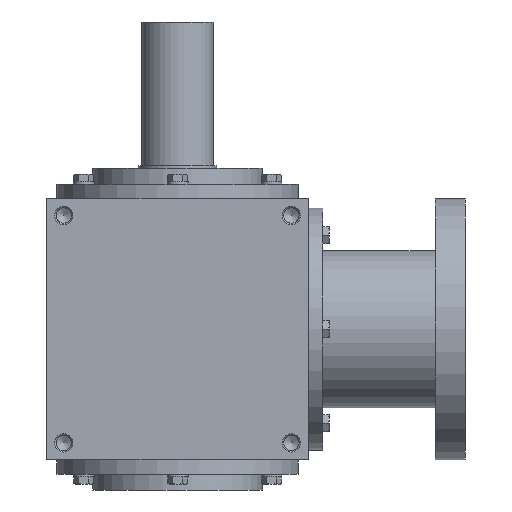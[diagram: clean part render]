
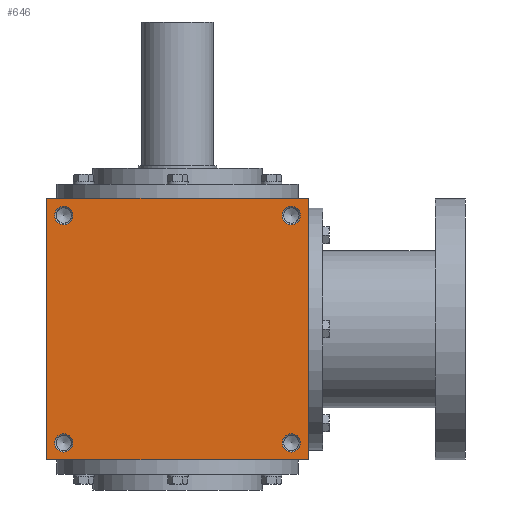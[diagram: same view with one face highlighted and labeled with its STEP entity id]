
A CAD part, front view. The second image highlights one B-rep face of the part: STEP entity #646.
In plain terms, the highlighted planar face has unit normal (0, -1, 0).
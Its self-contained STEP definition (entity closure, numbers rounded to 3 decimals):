
#646 = ADVANCED_FACE( '', ( #1299, #1300, #1301, #1302, #1303 ), #1304, .F. );
#1299 = FACE_BOUND( '', #2032, .T. );
#1300 = FACE_BOUND( '', #2033, .T. );
#1301 = FACE_BOUND( '', #2034, .T. );
#1302 = FACE_BOUND( '', #2035, .T. );
#1303 = FACE_OUTER_BOUND( '', #2036, .T. );
#1304 = PLANE( '', #2037 );
#2032 = EDGE_LOOP( '', ( #3109 ) );
#2033 = EDGE_LOOP( '', ( #3110 ) );
#2034 = EDGE_LOOP( '', ( #3111 ) );
#2035 = EDGE_LOOP( '', ( #3112 ) );
#2036 = EDGE_LOOP( '', ( #3113, #3114, #3115, #3116 ) );
#2037 = AXIS2_PLACEMENT_3D( '', #3117, #3118, #3119 );
#3109 = ORIENTED_EDGE( '', *, *, #3947, .T. );
#3110 = ORIENTED_EDGE( '', *, *, #4043, .T. );
#3111 = ORIENTED_EDGE( '', *, *, #3981, .F. );
#3112 = ORIENTED_EDGE( '', *, *, #3905, .F. );
#3113 = ORIENTED_EDGE( '', *, *, #4098, .T. );
#3114 = ORIENTED_EDGE( '', *, *, #4031, .F. );
#3115 = ORIENTED_EDGE( '', *, *, #4054, .F. );
#3116 = ORIENTED_EDGE( '', *, *, #4099, .T. );
#3117 = CARTESIAN_POINT( '', ( -100., -100., 100. ) );
#3118 = DIRECTION( '', ( 0., 1., 0. ) );
#3119 = DIRECTION( '', ( 0., 0., 1. ) );
#3905 = EDGE_CURVE( '', #4528, #4528, #4529, .T. );
#3947 = EDGE_CURVE( '', #4595, #4595, #4596, .T. );
#3981 = EDGE_CURVE( '', #4643, #4643, #4644, .T. );
#4031 = EDGE_CURVE( '', #4715, #4713, #4717, .T. );
#4043 = EDGE_CURVE( '', #4734, #4734, #4735, .T. );
#4054 = EDGE_CURVE( '', #4748, #4715, #4750, .T. );
#4098 = EDGE_CURVE( '', #4804, #4713, #4805, .T. );
#4099 = EDGE_CURVE( '', #4748, #4804, #4806, .T. );
#4528 = VERTEX_POINT( '', #5405 );
#4529 = CIRCLE( '', #5406, 7. );
#4595 = VERTEX_POINT( '', #5490 );
#4596 = CIRCLE( '', #5491, 7. );
#4643 = VERTEX_POINT( '', #5559 );
#4644 = CIRCLE( '', #5560, 7. );
#4713 = VERTEX_POINT( '', #5632 );
#4715 = VERTEX_POINT( '', #5635 );
#4717 = LINE( '', #5638, #5639 );
#4734 = VERTEX_POINT( '', #5656 );
#4735 = CIRCLE( '', #5657, 7. );
#4748 = VERTEX_POINT( '', #5670 );
#4750 = LINE( '', #5673, #5674 );
#4804 = VERTEX_POINT( '', #5737 );
#4805 = LINE( '', #5738, #5739 );
#4806 = LINE( '', #5740, #5741 );
#5405 = CARTESIAN_POINT( '', ( 87., -100., 80. ) );
#5406 = AXIS2_PLACEMENT_3D( '', #6264, #6265, #6266 );
#5490 = CARTESIAN_POINT( '', ( -87., -100., -80. ) );
#5491 = AXIS2_PLACEMENT_3D( '', #6339, #6340, #6341 );
#5559 = CARTESIAN_POINT( '', ( 87., -100., -94. ) );
#5560 = AXIS2_PLACEMENT_3D( '', #6384, #6385, #6386 );
#5632 = CARTESIAN_POINT( '', ( 100., -100., -100. ) );
#5635 = CARTESIAN_POINT( '', ( 100., -100., 100. ) );
#5638 = CARTESIAN_POINT( '', ( 100., -100., 100. ) );
#5639 = VECTOR( '', #6473, 1000. );
#5656 = CARTESIAN_POINT( '', ( -87., -100., 94. ) );
#5657 = AXIS2_PLACEMENT_3D( '', #6495, #6496, #6497 );
#5670 = CARTESIAN_POINT( '', ( -100., -100., 100. ) );
#5673 = CARTESIAN_POINT( '', ( -100., -100., 100. ) );
#5674 = VECTOR( '', #6514, 1000. );
#5737 = CARTESIAN_POINT( '', ( -100., -100., -100. ) );
#5738 = CARTESIAN_POINT( '', ( -100., -100., -100. ) );
#5739 = VECTOR( '', #6577, 1000. );
#5740 = CARTESIAN_POINT( '', ( -100., -100., 100. ) );
#5741 = VECTOR( '', #6578, 1000. );
#6264 = CARTESIAN_POINT( '', ( 87., -100., 87. ) );
#6265 = DIRECTION( '', ( 0., -1., 0. ) );
#6266 = DIRECTION( '', ( 0., 0., -1. ) );
#6339 = CARTESIAN_POINT( '', ( -87., -100., -87. ) );
#6340 = DIRECTION( '', ( 0., 1., 0. ) );
#6341 = DIRECTION( '', ( 0., 0., 1. ) );
#6384 = CARTESIAN_POINT( '', ( 87., -100., -87. ) );
#6385 = DIRECTION( '', ( 0., -1., 0. ) );
#6386 = DIRECTION( '', ( 0., 0., -1. ) );
#6473 = DIRECTION( '', ( 0., 0., -1. ) );
#6495 = CARTESIAN_POINT( '', ( -87., -100., 87. ) );
#6496 = DIRECTION( '', ( 0., 1., 0. ) );
#6497 = DIRECTION( '', ( 0., 0., 1. ) );
#6514 = DIRECTION( '', ( 1., 0., 0. ) );
#6577 = DIRECTION( '', ( 1., 0., 0. ) );
#6578 = DIRECTION( '', ( 0., 0., -1. ) );
